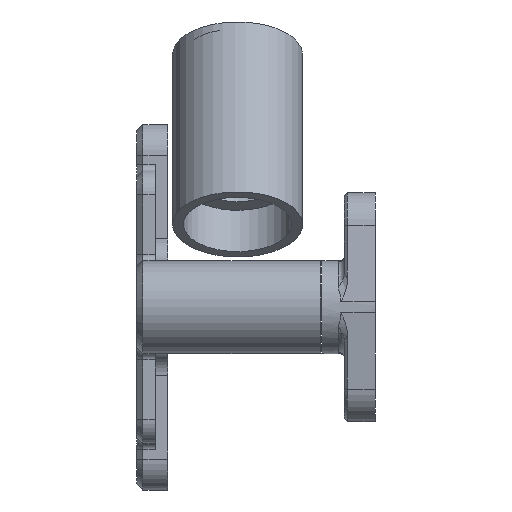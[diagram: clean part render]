
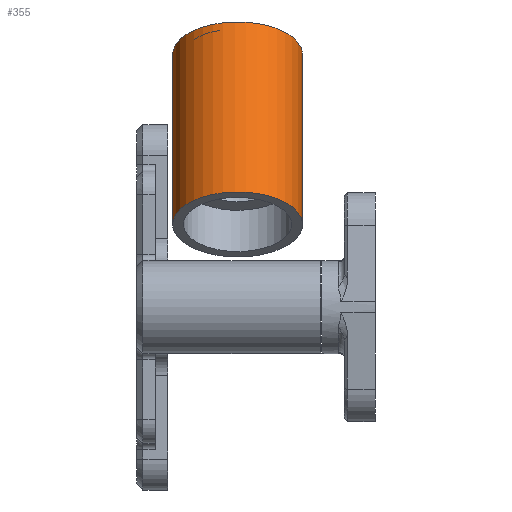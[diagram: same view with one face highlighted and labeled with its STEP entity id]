
A CAD part, left-side view. The second image highlights one B-rep face of the part: STEP entity #355.
In plain terms, the highlighted cylindrical face has radius 10.5 mm (diameter 21 mm), a full revolution.
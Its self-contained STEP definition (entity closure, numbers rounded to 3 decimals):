
#355=ADVANCED_FACE('',(#4250,#4252),#4254,.T.);
#4250=FACE_OUTER_BOUND('',#4251,.T.);
#4251=EDGE_LOOP('',(#6313));
#4252=FACE_OUTER_BOUND('',#4253,.T.);
#4253=EDGE_LOOP('',(#6314));
#4254=CYLINDRICAL_SURFACE('',#4255,10.5);
#4255=AXIS2_PLACEMENT_3D('',#4256,#4257,#4258);
#4256=CARTESIAN_POINT('',(0.,0.,0.));
#4257=DIRECTION('',(0.,0.,1.));
#4258=DIRECTION('',(-1.,0.,0.));
#6313=ORIENTED_EDGE('',*,*,#7253,.F.);
#6314=ORIENTED_EDGE('',*,*,#7252,.F.);
#7252=EDGE_CURVE('',#7756,#7756,#7757,.T.);
#7253=EDGE_CURVE('',#7758,#7758,#7759,.T.);
#7756=VERTEX_POINT('',#9641);
#7757=CIRCLE('',#9642,10.5);
#7758=VERTEX_POINT('',#9646);
#7759=CIRCLE('',#9647,10.5);
#9641=CARTESIAN_POINT('',(-10.5,0.,-8.7));
#9642=AXIS2_PLACEMENT_3D('',#9643,#9644,#9645);
#9643=CARTESIAN_POINT('',(0.,0.,-8.7));
#9644=DIRECTION('',(0.,0.,-1.));
#9645=DIRECTION('',(-1.,0.,0.));
#9646=CARTESIAN_POINT('',(-10.5,0.,23.));
#9647=AXIS2_PLACEMENT_3D('',#9648,#9649,#9650);
#9648=CARTESIAN_POINT('',(0.,0.,23.));
#9649=DIRECTION('',(0.,0.,1.));
#9650=DIRECTION('',(-1.,0.,0.));
